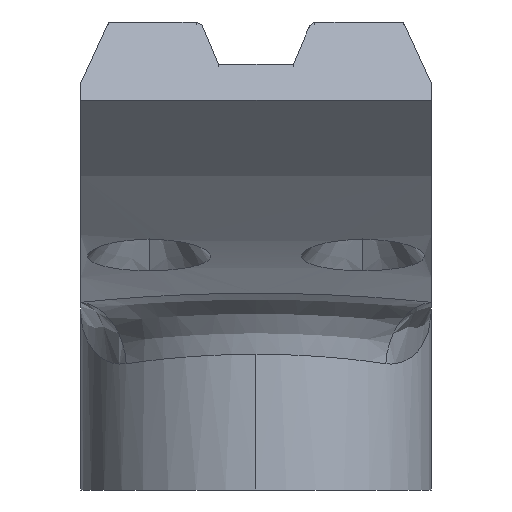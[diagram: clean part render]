
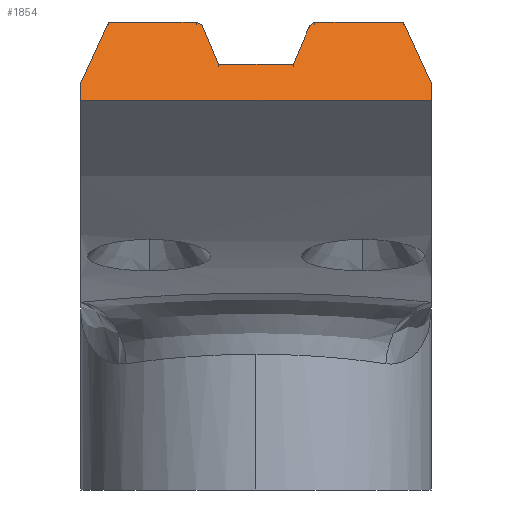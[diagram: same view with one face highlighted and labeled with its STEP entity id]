
A CAD part, left-side view. The second image highlights one B-rep face of the part: STEP entity #1854.
In plain terms, the highlighted planar face has unit normal (-0.866, 0, 0.5).
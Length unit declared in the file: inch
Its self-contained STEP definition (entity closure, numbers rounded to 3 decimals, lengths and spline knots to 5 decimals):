
#29 = CARTESIAN_POINT ( 'NONE',  ( -1.58011, 0.47222, -2.75183 ) ) ;
#46 = LINE ( 'NONE', #2102, #1414 ) ;
#82 = LINE ( 'NONE', #1179, #2466 ) ;
#83 = VERTEX_POINT ( 'NONE', #819 ) ;
#136 = DIRECTION ( 'NONE',  ( -0.5, 0., -0.866 ) ) ;
#138 = VERTEX_POINT ( 'NONE', #641 ) ;
#139 = EDGE_CURVE ( 'NONE', #83, #138, #2237, .T. ) ;
#179 = CARTESIAN_POINT ( 'NONE',  ( -1.61215, 0.29141, -2.80733 ) ) ;
#180 = EDGE_CURVE ( 'NONE', #1971, #1484, #1673, .T. ) ;
#193 = CARTESIAN_POINT ( 'NONE',  ( -1.5808, 0.26859, -2.75303 ) ) ;
#243 = CARTESIAN_POINT ( 'NONE',  ( -1.6103, 0.01969, -2.80412 ) ) ;
#253 = CARTESIAN_POINT ( 'NONE',  ( -1.58536, 0.03937, -2.76093 ) ) ;
#261 = ORIENTED_EDGE ( 'NONE', *, *, #1059, .T. ) ;
#271 = CARTESIAN_POINT ( 'NONE',  ( -1.56043, 0.49655, -2.71774 ) ) ;
#278 = ORIENTED_EDGE ( 'NONE', *, *, #541, .T. ) ;
#304 = AXIS2_PLACEMENT_3D ( 'NONE', #1523, #1887, #136 ) ;
#359 = FACE_OUTER_BOUND ( 'NONE', #804, .T. ) ;
#391 = EDGE_CURVE ( 'NONE', #1089, #974, #46, .T. ) ;
#401 = CARTESIAN_POINT ( 'NONE',  ( -1.56043, 2.25014, -2.71774 ) ) ;
#429 = CARTESIAN_POINT ( 'NONE',  ( -1.56408, 0.48388, -2.72407 ) ) ;
#439 = EDGE_CURVE ( 'NONE', #138, #1971, #457, .T. ) ;
#457 = LINE ( 'NONE', #1719, #1549 ) ;
#477 = ORIENTED_EDGE ( 'NONE', *, *, #391, .T. ) ;
#501 = ORIENTED_EDGE ( 'NONE', *, *, #664, .T. ) ;
#533 = ORIENTED_EDGE ( 'NONE', *, *, #139, .F. ) ;
#537 = ORIENTED_EDGE ( 'NONE', *, *, #1617, .F. ) ;
#541 = EDGE_CURVE ( 'NONE', #1773, #1363, #2075, .T. ) ;
#588 = CARTESIAN_POINT ( 'NONE',  ( -1.56408, 0.48388, -2.72407 ) ) ;
#593 = CARTESIAN_POINT ( 'NONE',  ( -1.56043, 0.68125, -2.71774 ) ) ;
#602 = VERTEX_POINT ( 'NONE', #2356 ) ;
#641 = CARTESIAN_POINT ( 'NONE',  ( -1.656, 0.74031, -2.88328 ) ) ;
#646 = CARTESIAN_POINT ( 'NONE',  ( -1.56043, 0.05906, -2.71774 ) ) ;
#649 = CARTESIAN_POINT ( 'NONE',  ( -1.56043, 0.24598, -2.71774 ) ) ;
#664 = EDGE_CURVE ( 'NONE', #895, #1089, #1473, .T. ) ;
#673 = PLANE ( 'NONE',  #304 ) ;
#785 = LINE ( 'NONE', #1730, #1407 ) ;
#804 = EDGE_LOOP ( 'NONE', ( #1723, #2402, #533, #887, #501, #477, #936, #278, #537, #1433, #261, #1997 ) ) ;
#819 = CARTESIAN_POINT ( 'NONE',  ( -1.656, 0., -2.88328 ) ) ;
#887 = ORIENTED_EDGE ( 'NONE', *, *, #2125, .T. ) ;
#895 = VERTEX_POINT ( 'NONE', #1766 ) ;
#924 = EDGE_CURVE ( 'NONE', #974, #1773, #1615, .T. ) ;
#936 = ORIENTED_EDGE ( 'NONE', *, *, #924, .T. ) ;
#974 = VERTEX_POINT ( 'NONE', #649 ) ;
#1012 = CARTESIAN_POINT ( 'NONE',  ( -1.61215, 0.29141, -2.80733 ) ) ;
#1041 = DIRECTION ( 'NONE',  ( 0., -1., 0. ) ) ;
#1044 = CARTESIAN_POINT ( 'NONE',  ( -1.58536, 0.70094, -2.76093 ) ) ;
#1059 = EDGE_CURVE ( 'NONE', #1992, #2245, #1261, .T. ) ;
#1089 = VERTEX_POINT ( 'NONE', #1935 ) ;
#1176 = EDGE_CURVE ( 'NONE', #1484, #2245, #1611, .T. ) ;
#1179 = CARTESIAN_POINT ( 'NONE',  ( 0.0065, 0., -0.00375 ) ) ;
#1201 = VECTOR ( 'NONE', #2036, 39.37008 ) ;
#1222 = CARTESIAN_POINT ( 'NONE',  ( -1.56356, 0.25345, -2.72317 ) ) ;
#1232 = CARTESIAN_POINT ( 'NONE',  ( -1.56513, 0.25718, -2.72588 ) ) ;
#1250 = CARTESIAN_POINT ( 'NONE',  ( -1.562, 0.24972, -2.72046 ) ) ;
#1251 = CARTESIAN_POINT ( 'NONE',  ( -1.6103, 0.72062, -2.80412 ) ) ;
#1257 = CARTESIAN_POINT ( 'NONE',  ( -1.56165, 0.49233, -2.71985 ) ) ;
#1261 = B_SPLINE_CURVE_WITH_KNOTS ( 'NONE', 3,
 ( #1824, #2046, #1257, #271 ),
 .UNSPECIFIED., .F., .F.,
 ( 4, 4 ),
 ( 0., 0.00037 ),
 .UNSPECIFIED. ) ;
#1363 = VERTEX_POINT ( 'NONE', #179 ) ;
#1406 = CARTESIAN_POINT ( 'NONE',  ( -1.59648, 0.28, -2.78018 ) ) ;
#1407 = VECTOR ( 'NONE', #2505, 39.37008 ) ;
#1414 = VECTOR ( 'NONE', #1726, 39.37008 ) ;
#1430 = CARTESIAN_POINT ( 'NONE',  ( -1.63523, 0., -2.84731 ) ) ;
#1432 = CARTESIAN_POINT ( 'NONE',  ( -1.56043, 0.24598, -2.71774 ) ) ;
#1433 = ORIENTED_EDGE ( 'NONE', *, *, #2270, .T. ) ;
#1441 = CARTESIAN_POINT ( 'NONE',  ( -1.56043, 0.68125, -2.71774 ) ) ;
#1464 = CARTESIAN_POINT ( 'NONE',  ( -1.656, 2.25014, -2.88328 ) ) ;
#1473 = B_SPLINE_CURVE_WITH_KNOTS ( 'NONE', 3,
 ( #1430, #243, #253, #646 ),
 .UNSPECIFIED., .F., .F.,
 ( 4, 4 ),
 ( 0., 0.00409 ),
 .UNSPECIFIED. ) ;
#1484 = VERTEX_POINT ( 'NONE', #593 ) ;
#1523 = CARTESIAN_POINT ( 'NONE',  ( 0.0065, 0.74031, -0.00375 ) ) ;
#1533 = CARTESIAN_POINT ( 'NONE',  ( -1.56043, 0.49655, -2.71774 ) ) ;
#1549 = VECTOR ( 'NONE', #2123, 39.37008 ) ;
#1590 = DIRECTION ( 'NONE',  ( 0.5, 0., 0.866 ) ) ;
#1611 = LINE ( 'NONE', #401, #1977 ) ;
#1615 = B_SPLINE_CURVE_WITH_KNOTS ( 'NONE', 3,
 ( #1432, #1250, #1222, #1232 ),
 .UNSPECIFIED., .F., .F.,
 ( 4, 4 ),
 ( 0., 0.00037 ),
 .UNSPECIFIED. ) ;
#1617 = EDGE_CURVE ( 'NONE', #602, #1363, #785, .T. ) ;
#1673 = B_SPLINE_CURVE_WITH_KNOTS ( 'NONE', 3,
 ( #2028, #1251, #1044, #1441 ),
 .UNSPECIFIED., .F., .F.,
 ( 4, 4 ),
 ( 0., 0.00409 ),
 .UNSPECIFIED. ) ;
#1719 = CARTESIAN_POINT ( 'NONE',  ( 0.0065, 0.74031, -0.00375 ) ) ;
#1723 = ORIENTED_EDGE ( 'NONE', *, *, #180, .F. ) ;
#1726 = DIRECTION ( 'NONE',  ( 0., 1., 0. ) ) ;
#1730 = CARTESIAN_POINT ( 'NONE',  ( -1.61215, 2.25014, -2.80733 ) ) ;
#1740 = CARTESIAN_POINT ( 'NONE',  ( -1.63523, 0.74031, -2.84731 ) ) ;
#1754 = CARTESIAN_POINT ( 'NONE',  ( -1.61215, 0.44889, -2.80733 ) ) ;
#1759 = CARTESIAN_POINT ( 'NONE',  ( -1.56513, 0.25718, -2.72588 ) ) ;
#1766 = CARTESIAN_POINT ( 'NONE',  ( -1.63523, 0., -2.84731 ) ) ;
#1773 = VERTEX_POINT ( 'NONE', #2170 ) ;
#1824 = CARTESIAN_POINT ( 'NONE',  ( -1.56408, 0.48388, -2.72407 ) ) ;
#1854 = ADVANCED_FACE ( 'NONE', ( #359 ), #673, .F. ) ;
#1887 = DIRECTION ( 'NONE',  ( 0.866, 0., -0.5 ) ) ;
#1935 = CARTESIAN_POINT ( 'NONE',  ( -1.56043, 0.05906, -2.71774 ) ) ;
#1971 = VERTEX_POINT ( 'NONE', #1740 ) ;
#1977 = VECTOR ( 'NONE', #1041, 39.37008 ) ;
#1992 = VERTEX_POINT ( 'NONE', #588 ) ;
#1997 = ORIENTED_EDGE ( 'NONE', *, *, #1176, .F. ) ;
#2008 = B_SPLINE_CURVE_WITH_KNOTS ( 'NONE', 3,
 ( #1754, #2171, #29, #429 ),
 .UNSPECIFIED., .F., .F.,
 ( 4, 4 ),
 ( 0.0644, 0.067 ),
 .UNSPECIFIED. ) ;
#2028 = CARTESIAN_POINT ( 'NONE',  ( -1.63523, 0.74031, -2.84731 ) ) ;
#2036 = DIRECTION ( 'NONE',  ( 0., 1., 0. ) ) ;
#2046 = CARTESIAN_POINT ( 'NONE',  ( -1.56287, 0.48811, -2.72196 ) ) ;
#2075 = B_SPLINE_CURVE_WITH_KNOTS ( 'NONE', 3,
 ( #1759, #193, #1406, #1012 ),
 .UNSPECIFIED., .F., .F.,
 ( 4, 4 ),
 ( 0.14368, 0.14614 ),
 .UNSPECIFIED. ) ;
#2102 = CARTESIAN_POINT ( 'NONE',  ( -1.56043, 2.25014, -2.71774 ) ) ;
#2123 = DIRECTION ( 'NONE',  ( 0.5, 0., 0.866 ) ) ;
#2125 = EDGE_CURVE ( 'NONE', #83, #895, #82, .T. ) ;
#2170 = CARTESIAN_POINT ( 'NONE',  ( -1.56513, 0.25718, -2.72588 ) ) ;
#2171 = CARTESIAN_POINT ( 'NONE',  ( -1.59613, 0.46056, -2.77958 ) ) ;
#2237 = LINE ( 'NONE', #1464, #1201 ) ;
#2245 = VERTEX_POINT ( 'NONE', #1533 ) ;
#2270 = EDGE_CURVE ( 'NONE', #602, #1992, #2008, .T. ) ;
#2356 = CARTESIAN_POINT ( 'NONE',  ( -1.61215, 0.44889, -2.80733 ) ) ;
#2402 = ORIENTED_EDGE ( 'NONE', *, *, #439, .F. ) ;
#2466 = VECTOR ( 'NONE', #1590, 39.37008 ) ;
#2505 = DIRECTION ( 'NONE',  ( 0., -1., 0. ) ) ;
